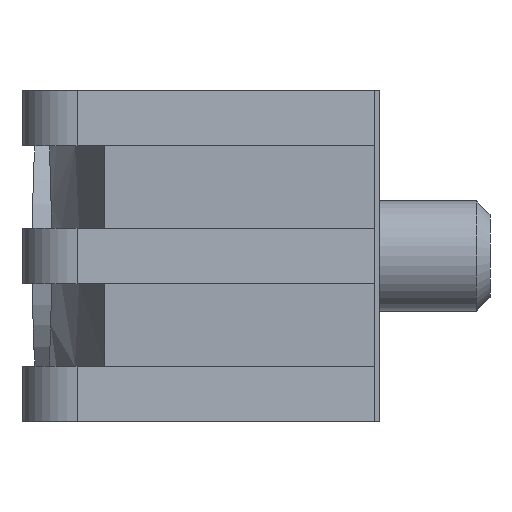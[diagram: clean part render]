
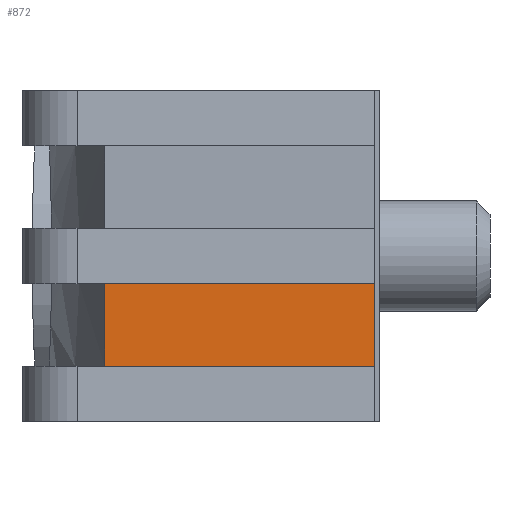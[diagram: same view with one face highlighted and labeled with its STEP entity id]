
A CAD part, left-side view. The second image highlights one B-rep face of the part: STEP entity #872.
In plain terms, the highlighted face is planar.
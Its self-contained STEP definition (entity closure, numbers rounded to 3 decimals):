
#92=PLANE('',#962);
#112=LINE('',#1280,#195);
#114=LINE('',#1288,#197);
#116=LINE('',#1294,#199);
#176=LINE('',#1425,#259);
#195=VECTOR('',#1019,1000.);
#197=VECTOR('',#1027,1000.);
#199=VECTOR('',#1033,1000.);
#259=VECTOR('',#1151,1000.);
#444=ORIENTED_EDGE('',*,*,#591,.T.);
#445=ORIENTED_EDGE('',*,*,#521,.F.);
#446=ORIENTED_EDGE('',*,*,#524,.F.);
#447=ORIENTED_EDGE('',*,*,#517,.T.);
#517=EDGE_CURVE('',#634,#633,#112,.T.);
#521=EDGE_CURVE('',#636,#637,#114,.T.);
#524=EDGE_CURVE('',#634,#636,#116,.T.);
#591=EDGE_CURVE('',#633,#637,#176,.T.);
#633=VERTEX_POINT('',#1279);
#634=VERTEX_POINT('',#1281);
#636=VERTEX_POINT('',#1287);
#637=VERTEX_POINT('',#1289);
#739=EDGE_LOOP('',(#444,#445,#446,#447));
#800=FACE_BOUND('',#739,.T.);
#872=ADVANCED_FACE('',(#800),#92,.T.);
#962=AXIS2_PLACEMENT_3D('',#1437,#1166,#1167);
#1019=DIRECTION('',(0.,-1.,0.));
#1027=DIRECTION('',(0.,-1.,0.));
#1033=DIRECTION('',(0.,0.,-1.));
#1151=DIRECTION('',(0.,0.,-1.));
#1166=DIRECTION('',(1.,0.,0.));
#1167=DIRECTION('',(0.,0.,-1.));
#1279=CARTESIAN_POINT('',(9.4,0.1,2.));
#1280=CARTESIAN_POINT('',(9.4,5.,2.));
#1281=CARTESIAN_POINT('',(9.4,5.,2.));
#1287=CARTESIAN_POINT('',(9.4,5.,0.5));
#1288=CARTESIAN_POINT('',(9.4,5.,0.5));
#1289=CARTESIAN_POINT('',(9.4,0.1,0.5));
#1294=CARTESIAN_POINT('',(9.4,5.,2.));
#1425=CARTESIAN_POINT('',(9.4,0.1,3.));
#1437=CARTESIAN_POINT('',(9.4,5.,2.));
